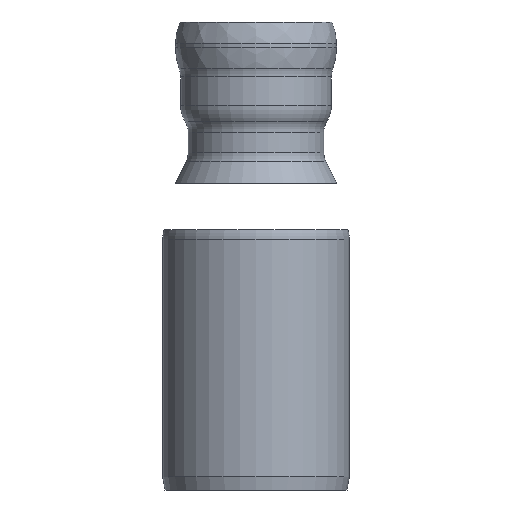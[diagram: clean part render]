
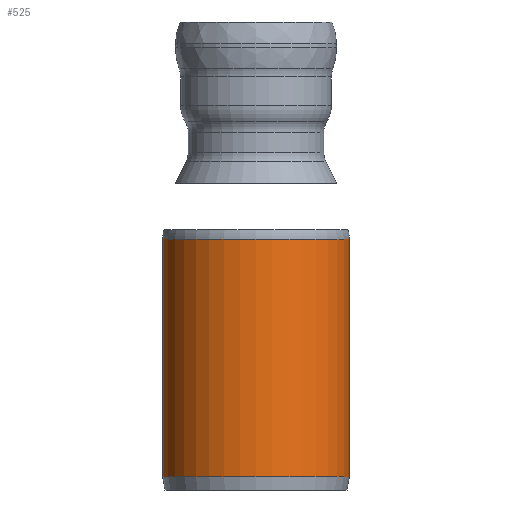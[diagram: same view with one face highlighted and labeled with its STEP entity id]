
A CAD part, front view. The second image highlights one B-rep face of the part: STEP entity #525.
In plain terms, the highlighted cylindrical face has radius 365 mm (diameter 730 mm), a full revolution.
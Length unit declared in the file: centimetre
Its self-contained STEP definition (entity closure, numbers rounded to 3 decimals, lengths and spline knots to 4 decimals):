
#52=LINE('',#1076,#66);
#66=VECTOR('',#807,36.5);
#76=CYLINDRICAL_SURFACE('',#616,36.5);
#105=FACE_OUTER_BOUND('',#140,.T.);
#140=EDGE_LOOP('',(#474,#475,#476,#477,#478));
#203=CIRCLE('',#613,36.5);
#204=CIRCLE('',#614,36.5);
#206=CIRCLE('',#617,36.5);
#254=VERTEX_POINT('',#1068);
#255=VERTEX_POINT('',#1069);
#256=VERTEX_POINT('',#1074);
#327=EDGE_CURVE('',#254,#255,#203,.T.);
#328=EDGE_CURVE('',#255,#254,#204,.T.);
#330=EDGE_CURVE('',#256,#256,#206,.T.);
#331=EDGE_CURVE('',#256,#254,#52,.T.);
#474=ORIENTED_EDGE('',*,*,#330,.F.);
#475=ORIENTED_EDGE('',*,*,#331,.T.);
#476=ORIENTED_EDGE('',*,*,#327,.T.);
#477=ORIENTED_EDGE('',*,*,#328,.T.);
#478=ORIENTED_EDGE('',*,*,#331,.F.);
#525=ADVANCED_FACE('',(#105),#76,.T.);
#613=AXIS2_PLACEMENT_3D('',#1070,#797,#798);
#614=AXIS2_PLACEMENT_3D('',#1071,#799,#800);
#616=AXIS2_PLACEMENT_3D('',#1073,#803,#804);
#617=AXIS2_PLACEMENT_3D('',#1075,#805,#806);
#797=DIRECTION('center_axis',(0.,0.,-1.));
#798=DIRECTION('ref_axis',(1.,0.,0.));
#799=DIRECTION('center_axis',(0.,0.,-1.));
#800=DIRECTION('ref_axis',(1.,0.,0.));
#803=DIRECTION('center_axis',(0.,0.,-1.));
#804=DIRECTION('ref_axis',(1.,0.,0.));
#805=DIRECTION('center_axis',(0.,0.,-1.));
#806=DIRECTION('ref_axis',(1.,0.,0.));
#807=DIRECTION('',(0.,0.,1.));
#1068=CARTESIAN_POINT('',(359.5102,185.8078,378.2332));
#1069=CARTESIAN_POINT('',(396.0102,149.3078,378.2332));
#1070=CARTESIAN_POINT('Origin',(396.0102,185.8078,378.2332));
#1071=CARTESIAN_POINT('Origin',(396.0102,185.8078,378.2332));
#1073=CARTESIAN_POINT('Origin',(396.0102,185.8078,331.828));
#1074=CARTESIAN_POINT('',(359.5102,185.8078,285.4228));
#1075=CARTESIAN_POINT('Origin',(396.0102,185.8078,285.4228));
#1076=CARTESIAN_POINT('',(359.5102,185.8078,331.828));
